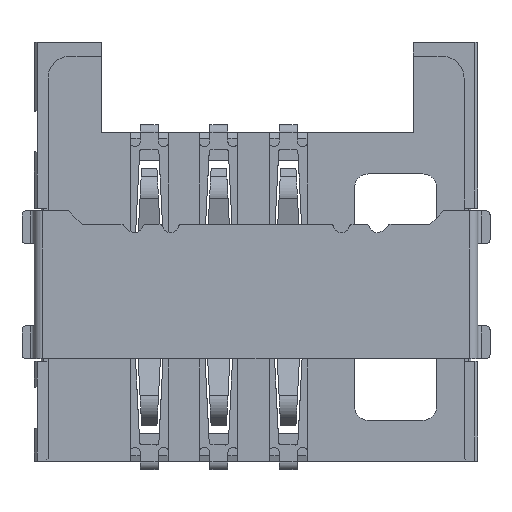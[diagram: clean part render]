
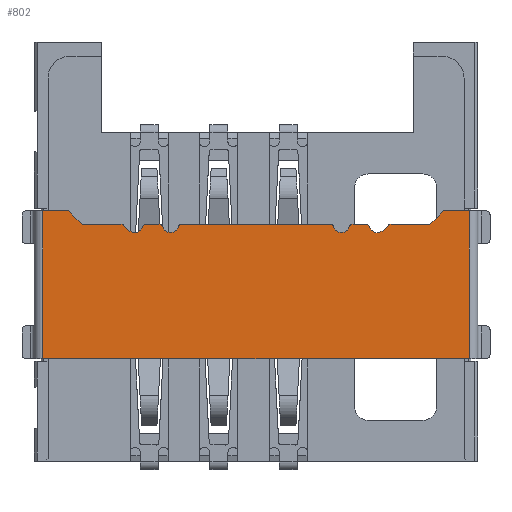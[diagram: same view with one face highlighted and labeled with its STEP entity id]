
A CAD part, top view. The second image highlights one B-rep face of the part: STEP entity #802.
In plain terms, the highlighted planar face has unit normal (0, 0, 1).
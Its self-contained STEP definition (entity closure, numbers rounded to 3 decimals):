
#802=ADVANCED_FACE('',(#2297),#2298,.T.);
#2297=FACE_OUTER_BOUND('',#3824,.T.);
#2298=PLANE('',#3825);
#3824=EDGE_LOOP('',(#10002,#10003,#10004,#10005,#10006,#10007,#10008,#10009,#10010,#10011,#10012,#10013,#10014,#10015,#10016,#10017,#10018,#10019,#10020,#10021,#10022,#10023,#10024,#10025,#10026,#10027));
#3825=AXIS2_PLACEMENT_3D('',#10028,#10029,#10030);
#10002=ORIENTED_EDGE('',*,*,#12098,.F.);
#10003=ORIENTED_EDGE('',*,*,#12361,.F.);
#10004=ORIENTED_EDGE('',*,*,#12148,.T.);
#10005=ORIENTED_EDGE('',*,*,#12362,.T.);
#10006=ORIENTED_EDGE('',*,*,#12088,.F.);
#10007=ORIENTED_EDGE('',*,*,#12359,.F.);
#10008=ORIENTED_EDGE('',*,*,#12357,.F.);
#10009=ORIENTED_EDGE('',*,*,#12363,.T.);
#10010=ORIENTED_EDGE('',*,*,#12364,.F.);
#10011=ORIENTED_EDGE('',*,*,#12365,.F.);
#10012=ORIENTED_EDGE('',*,*,#12366,.T.);
#10013=ORIENTED_EDGE('',*,*,#12367,.F.);
#10014=ORIENTED_EDGE('',*,*,#12368,.T.);
#10015=ORIENTED_EDGE('',*,*,#12369,.F.);
#10016=ORIENTED_EDGE('',*,*,#12370,.T.);
#10017=ORIENTED_EDGE('',*,*,#12371,.F.);
#10018=ORIENTED_EDGE('',*,*,#12372,.T.);
#10019=ORIENTED_EDGE('',*,*,#12373,.F.);
#10020=ORIENTED_EDGE('',*,*,#12374,.T.);
#10021=ORIENTED_EDGE('',*,*,#12375,.F.);
#10022=ORIENTED_EDGE('',*,*,#12376,.T.);
#10023=ORIENTED_EDGE('',*,*,#12377,.F.);
#10024=ORIENTED_EDGE('',*,*,#12378,.F.);
#10025=ORIENTED_EDGE('',*,*,#12379,.T.);
#10026=ORIENTED_EDGE('',*,*,#12380,.F.);
#10027=ORIENTED_EDGE('',*,*,#12381,.F.);
#10028=CARTESIAN_POINT('',(-7.8,-3.9,2.0));
#10029=DIRECTION('',(0.0,0.0,1.0));
#10030=DIRECTION('',(1.0,-0.0,0.0));
#12088=EDGE_CURVE('',#15334,#15336,#15337,.T.);
#12098=EDGE_CURVE('',#15354,#15356,#15357,.T.);
#12148=EDGE_CURVE('',#15443,#15441,#15444,.T.);
#12357=EDGE_CURVE('',#15773,#15775,#15776,.T.);
#12359=EDGE_CURVE('',#15775,#15334,#15778,.T.);
#12361=EDGE_CURVE('',#15443,#15354,#15780,.T.);
#12362=EDGE_CURVE('',#15441,#15336,#15781,.T.);
#12363=EDGE_CURVE('',#15773,#15782,#15783,.T.);
#12364=EDGE_CURVE('',#15784,#15782,#15785,.T.);
#12365=EDGE_CURVE('',#15786,#15784,#15787,.T.);
#12366=EDGE_CURVE('',#15786,#15788,#15789,.T.);
#12367=EDGE_CURVE('',#15790,#15788,#15791,.T.);
#12368=EDGE_CURVE('',#15790,#15792,#15793,.T.);
#12369=EDGE_CURVE('',#15794,#15792,#15795,.T.);
#12370=EDGE_CURVE('',#15794,#15796,#15797,.T.);
#12371=EDGE_CURVE('',#15798,#15796,#15799,.T.);
#12372=EDGE_CURVE('',#15798,#15800,#15801,.T.);
#12373=EDGE_CURVE('',#15802,#15800,#15803,.T.);
#12374=EDGE_CURVE('',#15802,#15804,#15805,.T.);
#12375=EDGE_CURVE('',#15806,#15804,#15807,.T.);
#12376=EDGE_CURVE('',#15806,#15808,#15809,.T.);
#12377=EDGE_CURVE('',#15810,#15808,#15811,.T.);
#12378=EDGE_CURVE('',#15812,#15810,#15813,.T.);
#12379=EDGE_CURVE('',#15812,#15814,#15815,.T.);
#12380=EDGE_CURVE('',#15816,#15814,#15817,.T.);
#12381=EDGE_CURVE('',#15356,#15816,#15818,.T.);
#15334=VERTEX_POINT('',#20376);
#15336=VERTEX_POINT('',#20379);
#15337=LINE('',#20380,#20381);
#15354=VERTEX_POINT('',#20403);
#15356=VERTEX_POINT('',#20405);
#15357=LINE('',#20406,#20407);
#15441=VERTEX_POINT('',#20527);
#15443=VERTEX_POINT('',#20529);
#15444=LINE('',#20530,#20531);
#15773=VERTEX_POINT('',#21013);
#15775=VERTEX_POINT('',#21016);
#15776=LINE('',#21017,#21018);
#15778=LINE('',#21021,#21022);
#15780=LINE('',#21025,#21026);
#15781=LINE('',#21027,#21028);
#15782=VERTEX_POINT('',#21029);
#15783=CIRCLE('',#21030,0.1);
#15784=VERTEX_POINT('',#21031);
#15785=LINE('',#21032,#21033);
#15786=VERTEX_POINT('',#21034);
#15787=CIRCLE('',#21035,0.3);
#15788=VERTEX_POINT('',#21036);
#15789=CIRCLE('',#21037,0.1);
#15790=VERTEX_POINT('',#21038);
#15791=LINE('',#21039,#21040);
#15792=VERTEX_POINT('',#21041);
#15793=CIRCLE('',#21042,0.1);
#15794=VERTEX_POINT('',#21043);
#15795=CIRCLE('',#21044,0.3);
#15796=VERTEX_POINT('',#21045);
#15797=CIRCLE('',#21046,0.1);
#15798=VERTEX_POINT('',#21047);
#15799=LINE('',#21048,#21049);
#15800=VERTEX_POINT('',#21050);
#15801=CIRCLE('',#21051,0.1);
#15802=VERTEX_POINT('',#21052);
#15803=CIRCLE('',#21053,0.3);
#15804=VERTEX_POINT('',#21054);
#15805=CIRCLE('',#21055,0.1);
#15806=VERTEX_POINT('',#21056);
#15807=LINE('',#21057,#21058);
#15808=VERTEX_POINT('',#21059);
#15809=CIRCLE('',#21060,0.1);
#15810=VERTEX_POINT('',#21061);
#15811=CIRCLE('',#21062,0.3);
#15812=VERTEX_POINT('',#21063);
#15813=LINE('',#21064,#21065);
#15814=VERTEX_POINT('',#21066);
#15815=CIRCLE('',#21067,0.1);
#15816=VERTEX_POINT('',#21068);
#15817=LINE('',#21069,#21070);
#15818=LINE('',#21071,#21072);
#20376=CARTESIAN_POINT('',(6.85,1.5,2.0));
#20379=CARTESIAN_POINT('',(7.8,1.5,2.0));
#20380=CARTESIAN_POINT('',(6.85,1.5,2.0));
#20381=VECTOR('',#23232,0.95);
#20403=CARTESIAN_POINT('',(-7.8,1.5,2.0));
#20405=CARTESIAN_POINT('',(-6.85,1.5,2.0));
#20406=CARTESIAN_POINT('',(-7.8,1.5,2.0));
#20407=VECTOR('',#23250,0.95);
#20527=CARTESIAN_POINT('',(7.8,-3.9,2.0));
#20529=CARTESIAN_POINT('',(-7.8,-3.9,2.0));
#20530=CARTESIAN_POINT('',(-7.8,-3.9,2.0));
#20531=VECTOR('',#23332,15.6);
#21013=CARTESIAN_POINT('',(4.896,1.0,2.0));
#21016=CARTESIAN_POINT('',(6.35,1.0,2.0));
#21017=CARTESIAN_POINT('',(4.896,1.0,2.0));
#21018=VECTOR('',#23652,1.454);
#21021=CARTESIAN_POINT('',(6.35,1.0,2.0));
#21022=VECTOR('',#23654,0.707);
#21025=CARTESIAN_POINT('',(-7.8,-3.9,2.0));
#21026=VECTOR('',#23656,5.4);
#21027=CARTESIAN_POINT('',(7.8,-3.9,2.0));
#21028=VECTOR('',#23657,5.4);
#21029=CARTESIAN_POINT('',(4.825,0.971,2.0));
#21030=AXIS2_PLACEMENT_3D('',#23658,#23659,#23660);
#21031=CARTESIAN_POINT('',(4.642,0.788,2.0));
#21032=CARTESIAN_POINT('',(4.642,0.788,2.0));
#21033=VECTOR('',#23661,0.259);
#21034=CARTESIAN_POINT('',(4.14,0.925,2.0));
#21035=AXIS2_PLACEMENT_3D('',#23662,#23663,#23664);
#21036=CARTESIAN_POINT('',(4.043,1.0,2.0));
#21037=AXIS2_PLACEMENT_3D('',#23665,#23666,#23667);
#21038=CARTESIAN_POINT('',(3.507,1.0,2.0));
#21039=CARTESIAN_POINT('',(3.507,1.0,2.0));
#21040=VECTOR('',#23668,0.535);
#21041=CARTESIAN_POINT('',(3.41,0.925,2.0));
#21042=AXIS2_PLACEMENT_3D('',#23669,#23670,#23671);
#21043=CARTESIAN_POINT('',(2.83,0.925,2.0));
#21044=AXIS2_PLACEMENT_3D('',#23672,#23673,#23674);
#21045=CARTESIAN_POINT('',(2.733,1.0,2.0));
#21046=AXIS2_PLACEMENT_3D('',#23675,#23676,#23677);
#21047=CARTESIAN_POINT('',(-2.733,1.0,2.0));
#21048=CARTESIAN_POINT('',(-2.733,1.0,2.0));
#21049=VECTOR('',#23678,5.465);
#21050=CARTESIAN_POINT('',(-2.83,0.925,2.0));
#21051=AXIS2_PLACEMENT_3D('',#23679,#23680,#23681);
#21052=CARTESIAN_POINT('',(-3.41,0.925,2.0));
#21053=AXIS2_PLACEMENT_3D('',#23682,#23683,#23684);
#21054=CARTESIAN_POINT('',(-3.507,1.0,2.0));
#21055=AXIS2_PLACEMENT_3D('',#23685,#23686,#23687);
#21056=CARTESIAN_POINT('',(-4.043,1.0,2.0));
#21057=CARTESIAN_POINT('',(-4.043,1.0,2.0));
#21058=VECTOR('',#23688,0.535);
#21059=CARTESIAN_POINT('',(-4.14,0.925,2.0));
#21060=AXIS2_PLACEMENT_3D('',#23689,#23690,#23691);
#21061=CARTESIAN_POINT('',(-4.642,0.788,2.0));
#21062=AXIS2_PLACEMENT_3D('',#23692,#23693,#23694);
#21063=CARTESIAN_POINT('',(-4.825,0.971,2.0));
#21064=CARTESIAN_POINT('',(-4.825,0.971,2.0));
#21065=VECTOR('',#23695,0.259);
#21066=CARTESIAN_POINT('',(-4.896,1.0,2.0));
#21067=AXIS2_PLACEMENT_3D('',#23696,#23697,#23698);
#21068=CARTESIAN_POINT('',(-6.35,1.0,2.0));
#21069=CARTESIAN_POINT('',(-6.35,1.0,2.0));
#21070=VECTOR('',#23699,1.454);
#21071=CARTESIAN_POINT('',(-6.85,1.5,2.0));
#21072=VECTOR('',#23700,0.707);
#23232=DIRECTION('',(1.0,0.0,0.0));
#23250=DIRECTION('',(1.0,0.0,0.0));
#23332=DIRECTION('',(1.0,0.0,0.0));
#23652=DIRECTION('',(1.0,0.0,0.0));
#23654=DIRECTION('',(0.707,0.707,0.0));
#23656=DIRECTION('',(0.0,1.0,0.0));
#23657=DIRECTION('',(0.0,1.0,0.0));
#23658=CARTESIAN_POINT('',(4.896,0.9,2.0));
#23659=DIRECTION('',(0.0,0.0,1.0));
#23660=DIRECTION('',(0.,1.0,0.0));
#23661=DIRECTION('',(0.707,0.707,0.0));
#23662=CARTESIAN_POINT('',(4.43,1.0,2.0));
#23663=DIRECTION('',(0.0,0.0,1.0));
#23664=DIRECTION('',(-0.968,-0.25,0.0));
#23665=CARTESIAN_POINT('',(4.043,0.9,2.0));
#23666=DIRECTION('',(0.0,-0.0,1.0));
#23667=DIRECTION('',(0.968,0.25,0.0));
#23668=DIRECTION('',(1.0,0.0,0.0));
#23669=CARTESIAN_POINT('',(3.507,0.9,2.0));
#23670=DIRECTION('',(0.0,0.0,1.0));
#23671=DIRECTION('',(0.,1.0,0.0));
#23672=CARTESIAN_POINT('',(3.12,1.0,2.0));
#23673=DIRECTION('',(0.0,0.0,1.0));
#23674=DIRECTION('',(-0.968,-0.25,0.0));
#23675=CARTESIAN_POINT('',(2.733,0.9,2.0));
#23676=DIRECTION('',(0.0,-0.0,1.0));
#23677=DIRECTION('',(0.968,0.25,0.0));
#23678=DIRECTION('',(1.0,0.0,0.0));
#23679=CARTESIAN_POINT('',(-2.733,0.9,2.0));
#23680=DIRECTION('',(0.0,-0.0,1.0));
#23681=DIRECTION('',(0.0,1.0,0.0));
#23682=CARTESIAN_POINT('',(-3.12,1.0,2.0));
#23683=DIRECTION('',(0.0,0.0,1.0));
#23684=DIRECTION('',(-0.968,-0.25,0.0));
#23685=CARTESIAN_POINT('',(-3.507,0.9,2.0));
#23686=DIRECTION('',(0.0,-0.0,1.0));
#23687=DIRECTION('',(0.968,0.25,0.0));
#23688=DIRECTION('',(1.0,0.0,0.0));
#23689=CARTESIAN_POINT('',(-4.043,0.9,2.0));
#23690=DIRECTION('',(0.0,-0.0,1.0));
#23691=DIRECTION('',(0.0,1.0,0.0));
#23692=CARTESIAN_POINT('',(-4.43,1.0,2.0));
#23693=DIRECTION('',(0.0,0.0,1.0));
#23694=DIRECTION('',(-0.707,-0.707,0.0));
#23695=DIRECTION('',(0.707,-0.707,0.0));
#23696=CARTESIAN_POINT('',(-4.896,0.9,2.0));
#23697=DIRECTION('',(0.0,-0.0,1.0));
#23698=DIRECTION('',(0.707,0.707,0.0));
#23699=DIRECTION('',(1.0,0.0,0.0));
#23700=DIRECTION('',(0.707,-0.707,0.0));
